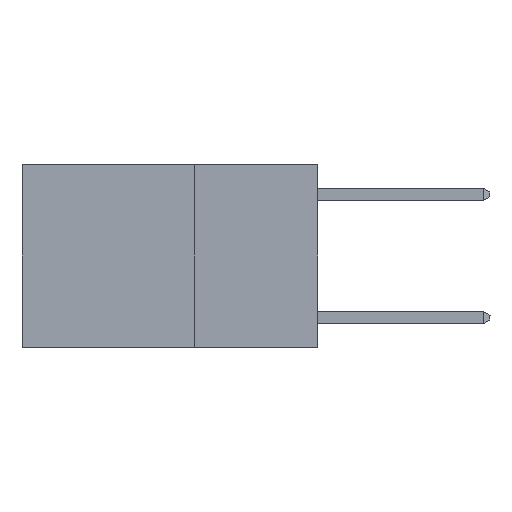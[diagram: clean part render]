
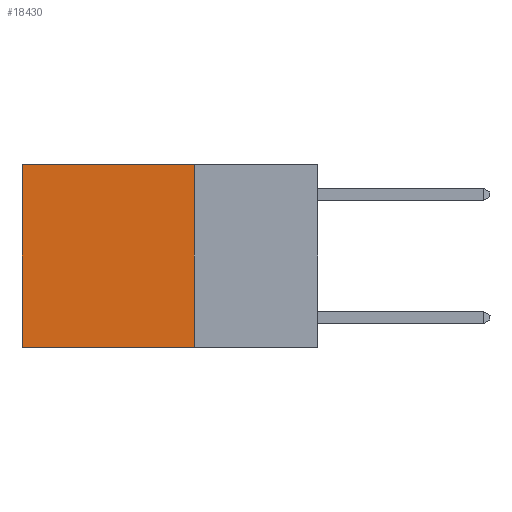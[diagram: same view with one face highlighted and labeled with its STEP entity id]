
A CAD part, left-side view. The second image highlights one B-rep face of the part: STEP entity #18430.
In plain terms, the highlighted planar face has unit normal (-1, 0, 0).
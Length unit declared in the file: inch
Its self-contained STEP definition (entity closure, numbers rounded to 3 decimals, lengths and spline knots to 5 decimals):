
#139 = DIRECTION ( 'NONE',  ( 0., 1., 0. ) ) ;
#155 = CARTESIAN_POINT ( 'NONE',  ( 0.2625, 0.6, -0.37 ) ) ;
#1982 = VERTEX_POINT ( 'NONE', #6829 ) ;
#2167 = EDGE_CURVE ( 'NONE', #16577, #9723, #17830, .T. ) ;
#2324 = EDGE_CURVE ( 'NONE', #1982, #15376, #4488, .T. ) ;
#3022 = ORIENTED_EDGE ( 'NONE', *, *, #20121, .F. ) ;
#3677 = VECTOR ( 'NONE', #22892, 39.37008 ) ;
#4488 = LINE ( 'NONE', #5546, #20092 ) ;
#4896 = ORIENTED_EDGE ( 'NONE', *, *, #11544, .T. ) ;
#5546 = CARTESIAN_POINT ( 'NONE',  ( 0.2625, 0.25, 0. ) ) ;
#5622 = LINE ( 'NONE', #13403, #18644 ) ;
#6829 = CARTESIAN_POINT ( 'NONE',  ( 0.2625, 0.25, 0. ) ) ;
#6832 = CARTESIAN_POINT ( 'NONE',  ( 0.2625, 0.6, 0. ) ) ;
#7658 = EDGE_LOOP ( 'NONE', ( #22167, #3022, #17404, #4896 ) ) ;
#8255 = CARTESIAN_POINT ( 'NONE',  ( 0.2625, 0.25, -0.37 ) ) ;
#8466 = CARTESIAN_POINT ( 'NONE',  ( 0.2625, 0.25, 0. ) ) ;
#9723 = VERTEX_POINT ( 'NONE', #155 ) ;
#11544 = EDGE_CURVE ( 'NONE', #1982, #16577, #14400, .T. ) ;
#13403 = CARTESIAN_POINT ( 'NONE',  ( 0.2625, 0.25, -0.37 ) ) ;
#14400 = LINE ( 'NONE', #15074, #3677 ) ;
#15074 = CARTESIAN_POINT ( 'NONE',  ( 0.2625, 0.25, 0. ) ) ;
#15376 = VERTEX_POINT ( 'NONE', #8255 ) ;
#15497 = VECTOR ( 'NONE', #16128, 39.37008 ) ;
#15576 = FACE_OUTER_BOUND ( 'NONE', #7658, .T. ) ;
#16128 = DIRECTION ( 'NONE',  ( 0., 0., -1. ) ) ;
#16577 = VERTEX_POINT ( 'NONE', #6832 ) ;
#17404 = ORIENTED_EDGE ( 'NONE', *, *, #2324, .F. ) ;
#17830 = LINE ( 'NONE', #22403, #15497 ) ;
#18430 = ADVANCED_FACE ( 'NONE', ( #15576 ), #21292, .F. ) ;
#18644 = VECTOR ( 'NONE', #139, 39.37008 ) ;
#19319 = AXIS2_PLACEMENT_3D ( 'NONE', #8466, #23329, #23247 ) ;
#20092 = VECTOR ( 'NONE', #23852, 39.37008 ) ;
#20121 = EDGE_CURVE ( 'NONE', #15376, #9723, #5622, .T. ) ;
#21292 = PLANE ( 'NONE',  #19319 ) ;
#22167 = ORIENTED_EDGE ( 'NONE', *, *, #2167, .T. ) ;
#22403 = CARTESIAN_POINT ( 'NONE',  ( 0.2625, 0.6, 0. ) ) ;
#22892 = DIRECTION ( 'NONE',  ( 0., 1., 0. ) ) ;
#23247 = DIRECTION ( 'NONE',  ( 0., 0., -1. ) ) ;
#23329 = DIRECTION ( 'NONE',  ( 1., 0., 0. ) ) ;
#23852 = DIRECTION ( 'NONE',  ( 0., 0., -1. ) ) ;
